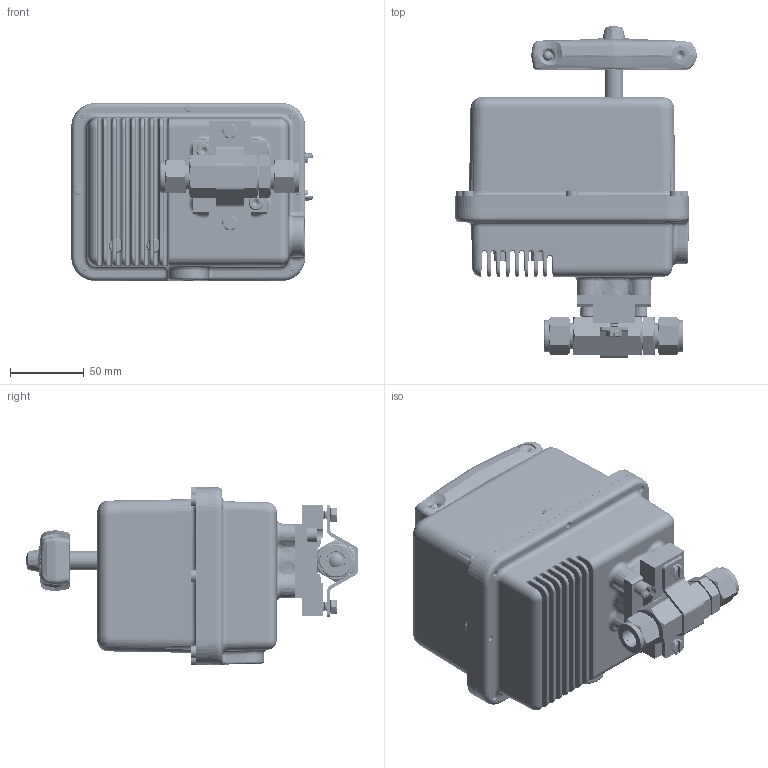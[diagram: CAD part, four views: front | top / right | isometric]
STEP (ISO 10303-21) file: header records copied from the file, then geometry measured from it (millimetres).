
FILE_DESCRIPTION (( 'STEP AP203' ), '1' );
FILE_NAME ('8204XXC8600.step', '2018-03-12T14:57:29', ( '' ), ( '' ), 'SwSTEP 2.0', 'SolidWorks 2017', '' );
FILE_SCHEMA (( 'CONFIG_CONTROL_DESIGN' ));
Products named in the file (1): 8204XXC8600
Bounding box: 163.85 x 225.36 x 121.31 mm (x, y, z)
Volume: 651627.1 mm3; surface area: 294357.3 mm2
Topology: 45 solids, 45 shells, 3563 faces, 8550 edges, 5113 vertices
Faces by surface type: cone 1098, plane 918, cylinder 831, bspline 527, torus 139, sphere 50
Entity records: 161410 total; most frequent: CARTESIAN_POINT 83450, ORIENTED_EDGE 16950, DIRECTION 15560, EDGE_CURVE 8475, AXIS2_PLACEMENT_3D 5950, VERTEX_POINT 5104, EDGE_LOOP 3775, VECTOR 3660
